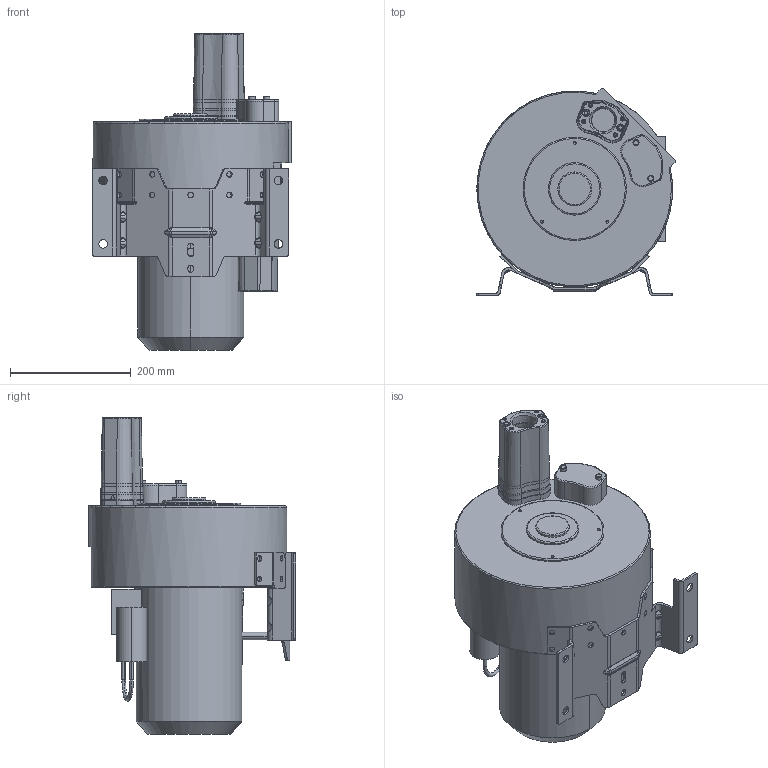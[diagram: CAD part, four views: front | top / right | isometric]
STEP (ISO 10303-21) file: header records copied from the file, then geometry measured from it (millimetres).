
FILE_DESCRIPTION((''),'2;1');
FILE_NAME('ASP0065-2SA151_ASM','2018-09-10T',('rnennstiel'),('vacuvane vacuum technology gmbh'),'CREO PARAMETRIC BY PTC INC, 2016130','CREO PARAMETRIC BY PTC INC, 2016130','');
FILE_SCHEMA(('CONFIG_CONTROL_DESIGN'));
Length unit declared in the file: millimetre
Products named in the file (4): MD-001763; MD-001605; MD-000213; ASP0065-2SA151_ASM
Assembly tree (4 placements, depth 2):
  ASP0065-2SA151_ASM
    MD-001763
    MD-001605
    MD-000213  x2
Bounding box: 329.14 x 343.14 x 524 mm (x, y, z)
Volume: 18175143.7 mm3; surface area: 759432.6 mm2
Topology: 4 solids, 4 shells, 1324 faces, 3199 edges, 1873 vertices
Faces by surface type: cylinder 407, bspline 280, plane 267, cone 194, torus 154, sphere 20, extrusion 2
Entity records: 33686 total; most frequent: CARTESIAN_POINT 13675, ORIENTED_EDGE 4298, DIRECTION 4036, EDGE_CURVE 2149, AXIS2_PLACEMENT_3D 1601, VERTEX_POINT 1293, EDGE_LOOP 962, FACE_OUTER_BOUND 894
